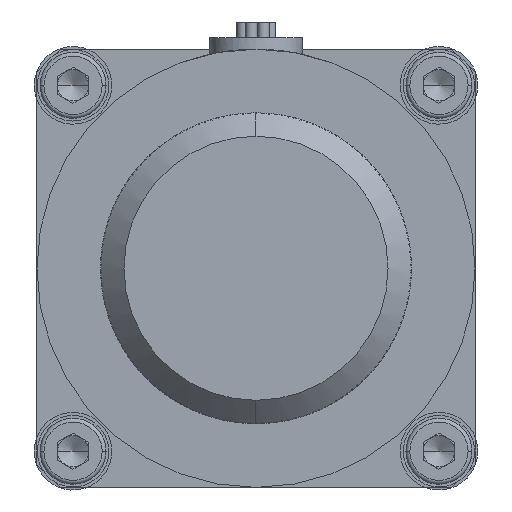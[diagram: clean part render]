
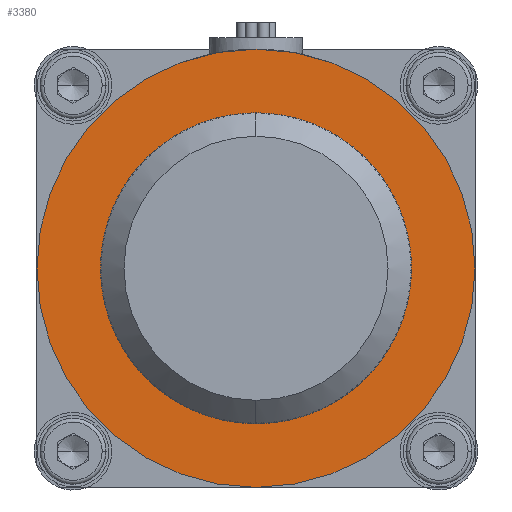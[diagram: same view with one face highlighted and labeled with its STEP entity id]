
A CAD part, front view. The second image highlights one B-rep face of the part: STEP entity #3380.
In plain terms, the highlighted face is planar.
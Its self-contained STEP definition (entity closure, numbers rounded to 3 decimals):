
#943 = PLANE ( 'NONE',  #53302 ) ;
#1210 = EDGE_CURVE ( 'NONE', #18477, #54308, #54903, .T. ) ;
#3380 = ADVANCED_FACE ( 'NONE', ( #8928, #48976 ), #943, .T. ) ;
#5126 = DIRECTION ( 'NONE',  ( 0., 0., 1. ) ) ;
#6388 = AXIS2_PLACEMENT_3D ( 'NONE', #67683, #36483, #5126 ) ;
#7327 = CARTESIAN_POINT ( 'NONE',  ( 0., 38., 28.2 ) ) ;
#8712 = VERTEX_POINT ( 'NONE', #57618 ) ;
#8928 = FACE_OUTER_BOUND ( 'NONE', #36442, .T. ) ;
#9809 = DIRECTION ( 'NONE',  ( 0., 1., 0. ) ) ;
#10091 = ORIENTED_EDGE ( 'NONE', *, *, #1210, .T. ) ;
#10413 = AXIS2_PLACEMENT_3D ( 'NONE', #52170, #20857, #57406 ) ;
#12752 = CIRCLE ( 'NONE', #10413, 3.9 ) ;
#13318 = EDGE_LOOP ( 'NONE', ( #63025, #44362 ) ) ;
#18354 = ORIENTED_EDGE ( 'NONE', *, *, #31659, .T. ) ;
#18477 = VERTEX_POINT ( 'NONE', #7327 ) ;
#18696 = EDGE_CURVE ( 'NONE', #8712, #48211, #53835, .T. ) ;
#20857 = DIRECTION ( 'NONE',  ( 0., 1., 0. ) ) ;
#21919 = DIRECTION ( 'NONE',  ( 0., 0., 1. ) ) ;
#23356 = DIRECTION ( 'NONE',  ( 0., 1., 0. ) ) ;
#27034 = CIRCLE ( 'NONE', #41285, 28.2 ) ;
#31659 = EDGE_CURVE ( 'NONE', #54308, #18477, #27034, .T. ) ;
#36442 = EDGE_LOOP ( 'NONE', ( #18354, #10091 ) ) ;
#36483 = DIRECTION ( 'NONE',  ( 0., 1., 0. ) ) ;
#37508 = CARTESIAN_POINT ( 'NONE',  ( 0., 38., 0. ) ) ;
#40675 = CARTESIAN_POINT ( 'NONE',  ( 0., 38., -3.9 ) ) ;
#41126 = CARTESIAN_POINT ( 'NONE',  ( 0., 38., 0. ) ) ;
#41285 = AXIS2_PLACEMENT_3D ( 'NONE', #54662, #23356, #59929 ) ;
#44362 = ORIENTED_EDGE ( 'NONE', *, *, #18696, .F. ) ;
#46385 = DIRECTION ( 'NONE',  ( 0., 0., 1. ) ) ;
#48211 = VERTEX_POINT ( 'NONE', #40675 ) ;
#48802 = EDGE_CURVE ( 'NONE', #48211, #8712, #12752, .T. ) ;
#48976 = FACE_BOUND ( 'NONE', #13318, .T. ) ;
#52170 = CARTESIAN_POINT ( 'NONE',  ( 0., 38., 0. ) ) ;
#53226 = DIRECTION ( 'NONE',  ( 0., 1., 0. ) ) ;
#53302 = AXIS2_PLACEMENT_3D ( 'NONE', #37508, #53226, #21919 ) ;
#53835 = CIRCLE ( 'NONE', #56729, 3.9 ) ;
#54308 = VERTEX_POINT ( 'NONE', #58822 ) ;
#54662 = CARTESIAN_POINT ( 'NONE',  ( 0., 38., 0. ) ) ;
#54903 = CIRCLE ( 'NONE', #6388, 28.2 ) ;
#56729 = AXIS2_PLACEMENT_3D ( 'NONE', #41126, #9809, #46385 ) ;
#57406 = DIRECTION ( 'NONE',  ( 0., 0., 1. ) ) ;
#57618 = CARTESIAN_POINT ( 'NONE',  ( 0., 38., 3.9 ) ) ;
#58822 = CARTESIAN_POINT ( 'NONE',  ( 0., 38., -28.2 ) ) ;
#59929 = DIRECTION ( 'NONE',  ( 0., 0., 1. ) ) ;
#63025 = ORIENTED_EDGE ( 'NONE', *, *, #48802, .F. ) ;
#67683 = CARTESIAN_POINT ( 'NONE',  ( 0., 38., 0. ) ) ;
